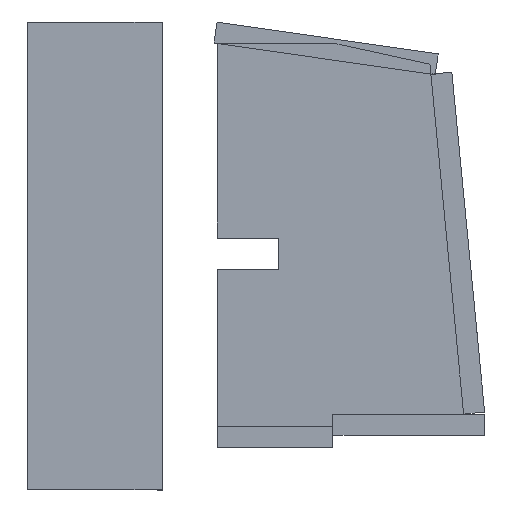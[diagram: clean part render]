
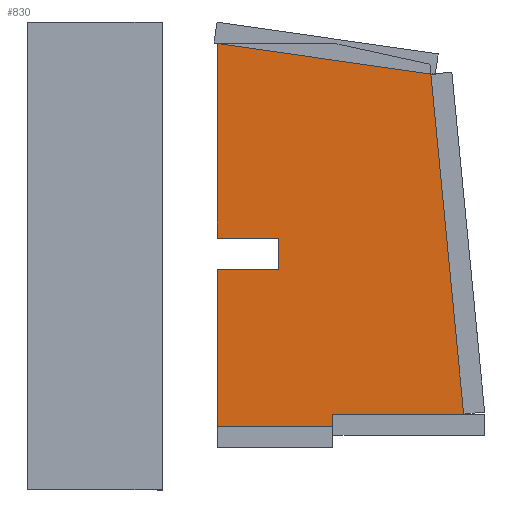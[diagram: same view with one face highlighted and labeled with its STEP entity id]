
A CAD part, left-side view. The second image highlights one B-rep face of the part: STEP entity #830.
In plain terms, the highlighted face is planar.
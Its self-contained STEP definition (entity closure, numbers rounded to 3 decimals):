
#18 = CARTESIAN_POINT ( 'NONE',  ( 176., -117., 0. ) ) ;
#99 = LINE ( 'NONE', #736, #2303 ) ;
#109 = EDGE_CURVE ( 'NONE', #1132, #484, #863, .T. ) ;
#237 = CARTESIAN_POINT ( 'NONE',  ( 92.5, -29., 0. ) ) ;
#289 = ORIENTED_EDGE ( 'NONE', *, *, #549, .F. ) ;
#307 = CARTESIAN_POINT ( 'NONE',  ( 182., -55., 0. ) ) ;
#318 = CARTESIAN_POINT ( 'NONE',  ( 0., 0., 0. ) ) ;
#339 = DIRECTION ( 'NONE',  ( 0., 0., -1. ) ) ;
#395 = CARTESIAN_POINT ( 'NONE',  ( 107.5, 0., 0. ) ) ;
#396 = ORIENTED_EDGE ( 'NONE', *, *, #1550, .F. ) ;
#409 = CARTESIAN_POINT ( 'NONE',  ( 0., 0., 0. ) ) ;
#439 = VERTEX_POINT ( 'NONE', #2163 ) ;
#451 = CARTESIAN_POINT ( 'NONE',  ( 182., 0., 0. ) ) ;
#453 = CARTESIAN_POINT ( 'NONE',  ( 0., -55., 0. ) ) ;
#484 = VERTEX_POINT ( 'NONE', #2197 ) ;
#549 = EDGE_CURVE ( 'NONE', #3192, #1559, #2999, .T. ) ;
#550 = VERTEX_POINT ( 'NONE', #2763 ) ;
#563 = CARTESIAN_POINT ( 'NONE',  ( 0., 0., 0. ) ) ;
#577 = PLANE ( 'NONE',  #1817 ) ;
#600 = ORIENTED_EDGE ( 'NONE', *, *, #1341, .T. ) ;
#606 = LINE ( 'NONE', #2916, #1885 ) ;
#611 = EDGE_CURVE ( 'NONE', #806, #1132, #99, .T. ) ;
#647 = EDGE_CURVE ( 'NONE', #2526, #2381, #1884, .T. ) ;
#713 = CARTESIAN_POINT ( 'NONE',  ( 107.5, -29., 0. ) ) ;
#736 = CARTESIAN_POINT ( 'NONE',  ( 182., 0., 0. ) ) ;
#806 = VERTEX_POINT ( 'NONE', #307 ) ;
#830 = ADVANCED_FACE ( 'NONE', ( #3162 ), #577, .T. ) ;
#863 = LINE ( 'NONE', #563, #1819 ) ;
#898 = DIRECTION ( 'NONE',  ( 0., 1., 0. ) ) ;
#973 = DIRECTION ( 'NONE',  ( 0.212, -0.977, 0. ) ) ;
#981 = LINE ( 'NONE', #1960, #1058 ) ;
#1052 = LINE ( 'NONE', #2969, #1216 ) ;
#1058 = VECTOR ( 'NONE', #1732, 1000. ) ;
#1122 = ORIENTED_EDGE ( 'NONE', *, *, #1537, .T. ) ;
#1132 = VERTEX_POINT ( 'NONE', #451 ) ;
#1174 = EDGE_CURVE ( 'NONE', #1559, #806, #981, .T. ) ;
#1207 = DIRECTION ( 'NONE',  ( 0., 1., 0. ) ) ;
#1210 = ORIENTED_EDGE ( 'NONE', *, *, #1511, .T. ) ;
#1216 = VECTOR ( 'NONE', #2435, 1000. ) ;
#1250 = EDGE_CURVE ( 'NONE', #550, #439, #2425, .T. ) ;
#1329 = LINE ( 'NONE', #1445, #3076 ) ;
#1341 = EDGE_CURVE ( 'NONE', #550, #2497, #606, .T. ) ;
#1348 = DIRECTION ( 'NONE',  ( 0., -1., 0. ) ) ;
#1408 = VECTOR ( 'NONE', #973, 1000. ) ;
#1415 = DIRECTION ( 'NONE',  ( 1., 0., 0. ) ) ;
#1423 = DIRECTION ( 'NONE',  ( 0., -1., 0. ) ) ;
#1445 = CARTESIAN_POINT ( 'NONE',  ( 92.5, -29., 0. ) ) ;
#1511 = EDGE_CURVE ( 'NONE', #2497, #2440, #1329, .T. ) ;
#1537 = EDGE_CURVE ( 'NONE', #2440, #484, #1926, .T. ) ;
#1550 = EDGE_CURVE ( 'NONE', #439, #2526, #2998, .T. ) ;
#1559 = VERTEX_POINT ( 'NONE', #3219 ) ;
#1560 = CARTESIAN_POINT ( 'NONE',  ( 0., 0., 0. ) ) ;
#1582 = EDGE_CURVE ( 'NONE', #2381, #3192, #1052, .T. ) ;
#1595 = ORIENTED_EDGE ( 'NONE', *, *, #1174, .F. ) ;
#1678 = ORIENTED_EDGE ( 'NONE', *, *, #611, .F. ) ;
#1732 = DIRECTION ( 'NONE',  ( 1., 0., 0. ) ) ;
#1782 = EDGE_LOOP ( 'NONE', ( #600, #1210, #1122, #1981, #1678, #1595, #289, #2329, #1949, #396, #2519 ) ) ;
#1817 = AXIS2_PLACEMENT_3D ( 'NONE', #318, #339, #2561 ) ;
#1819 = VECTOR ( 'NONE', #2283, 1000. ) ;
#1884 = LINE ( 'NONE', #453, #1408 ) ;
#1885 = VECTOR ( 'NONE', #1348, 1000. ) ;
#1926 = LINE ( 'NONE', #395, #2264 ) ;
#1934 = CARTESIAN_POINT ( 'NONE',  ( 10., -101., 0. ) ) ;
#1949 = ORIENTED_EDGE ( 'NONE', *, *, #647, .F. ) ;
#1960 = CARTESIAN_POINT ( 'NONE',  ( 182., -55., 0. ) ) ;
#1981 = ORIENTED_EDGE ( 'NONE', *, *, #109, .F. ) ;
#1992 = CARTESIAN_POINT ( 'NONE',  ( 176., -55., 0. ) ) ;
#2163 = CARTESIAN_POINT ( 'NONE',  ( 0., 0., 0. ) ) ;
#2197 = CARTESIAN_POINT ( 'NONE',  ( 107.5, 0., 0. ) ) ;
#2206 = DIRECTION ( 'NONE',  ( 0., 1., 0. ) ) ;
#2264 = VECTOR ( 'NONE', #898, 1000. ) ;
#2267 = VECTOR ( 'NONE', #3079, 1000. ) ;
#2283 = DIRECTION ( 'NONE',  ( -1., 0., 0. ) ) ;
#2303 = VECTOR ( 'NONE', #2206, 1000. ) ;
#2329 = ORIENTED_EDGE ( 'NONE', *, *, #1582, .F. ) ;
#2381 = VERTEX_POINT ( 'NONE', #1934 ) ;
#2425 = LINE ( 'NONE', #1560, #2267 ) ;
#2435 = DIRECTION ( 'NONE',  ( 0.995, -0.096, 0. ) ) ;
#2440 = VERTEX_POINT ( 'NONE', #713 ) ;
#2464 = VECTOR ( 'NONE', #1207, 1000. ) ;
#2497 = VERTEX_POINT ( 'NONE', #237 ) ;
#2519 = ORIENTED_EDGE ( 'NONE', *, *, #1250, .F. ) ;
#2526 = VERTEX_POINT ( 'NONE', #3261 ) ;
#2561 = DIRECTION ( 'NONE',  ( -1., 0., 0. ) ) ;
#2763 = CARTESIAN_POINT ( 'NONE',  ( 92.5, 0., 0. ) ) ;
#2837 = VECTOR ( 'NONE', #1423, 1000. ) ;
#2916 = CARTESIAN_POINT ( 'NONE',  ( 92.5, 0., 0. ) ) ;
#2969 = CARTESIAN_POINT ( 'NONE',  ( 176., -117., 0. ) ) ;
#2998 = LINE ( 'NONE', #409, #2837 ) ;
#2999 = LINE ( 'NONE', #1992, #2464 ) ;
#3076 = VECTOR ( 'NONE', #1415, 1000. ) ;
#3079 = DIRECTION ( 'NONE',  ( -1., 0., 0. ) ) ;
#3162 = FACE_OUTER_BOUND ( 'NONE', #1782, .T. ) ;
#3192 = VERTEX_POINT ( 'NONE', #18 ) ;
#3219 = CARTESIAN_POINT ( 'NONE',  ( 176., -55., 0. ) ) ;
#3261 = CARTESIAN_POINT ( 'NONE',  ( 0., -55., 0. ) ) ;
